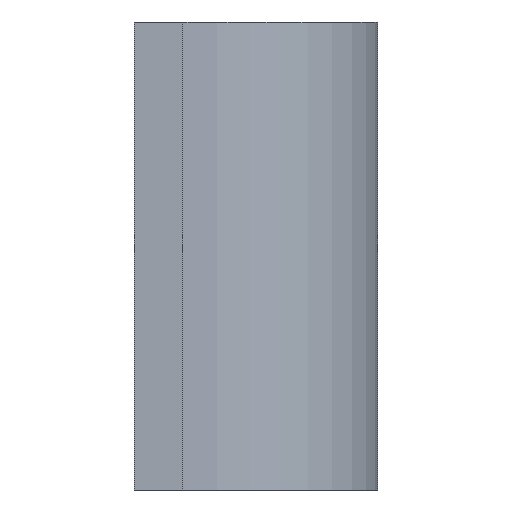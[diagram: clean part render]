
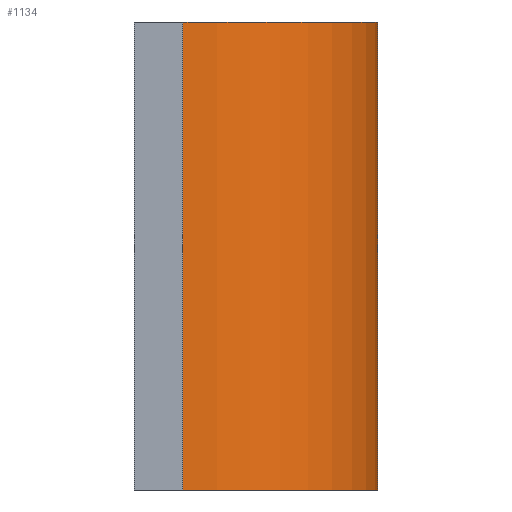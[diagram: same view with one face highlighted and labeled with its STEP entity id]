
A CAD part, left-side view. The second image highlights one B-rep face of the part: STEP entity #1134.
In plain terms, the highlighted cylindrical face has radius 10 mm (diameter 20 mm), a partial arc.
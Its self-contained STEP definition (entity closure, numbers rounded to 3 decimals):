
#162=FACE_OUTER_BOUND('',#215,.T.);
#215=EDGE_LOOP('',(#990,#991,#992,#993));
#352=LINE('',#1757,#501);
#353=LINE('',#1760,#502);
#501=VECTOR('',#1442,10.);
#502=VECTOR('',#1445,10.);
#528=CIRCLE('',#1213,10.);
#529=CIRCLE('',#1214,10.);
#621=VERTEX_POINT('',#1753);
#622=VERTEX_POINT('',#1754);
#623=VERTEX_POINT('',#1756);
#624=VERTEX_POINT('',#1758);
#759=EDGE_CURVE('',#621,#622,#528,.T.);
#760=EDGE_CURVE('',#622,#623,#352,.T.);
#761=EDGE_CURVE('',#624,#623,#529,.T.);
#762=EDGE_CURVE('',#621,#624,#353,.T.);
#990=ORIENTED_EDGE('',*,*,#759,.T.);
#991=ORIENTED_EDGE('',*,*,#760,.T.);
#992=ORIENTED_EDGE('',*,*,#761,.F.);
#993=ORIENTED_EDGE('',*,*,#762,.F.);
#1093=CYLINDRICAL_SURFACE('',#1212,10.);
#1134=ADVANCED_FACE('',(#162),#1093,.T.);
#1212=AXIS2_PLACEMENT_3D('',#1752,#1438,#1439);
#1213=AXIS2_PLACEMENT_3D('',#1755,#1440,#1441);
#1214=AXIS2_PLACEMENT_3D('',#1759,#1443,#1444);
#1438=DIRECTION('center_axis',(0.,0.,1.));
#1439=DIRECTION('ref_axis',(-1.,0.,0.));
#1440=DIRECTION('center_axis',(0.,0.,1.));
#1441=DIRECTION('ref_axis',(-1.,0.,0.));
#1442=DIRECTION('',(0.,0.,1.));
#1443=DIRECTION('center_axis',(0.,0.,1.));
#1444=DIRECTION('ref_axis',(-1.,0.,0.));
#1445=DIRECTION('',(0.,0.,1.));
#1752=CARTESIAN_POINT('Origin',(0.,0.,0.));
#1753=CARTESIAN_POINT('',(-10.,0.,0.));
#1754=CARTESIAN_POINT('',(0.,-10.,0.));
#1755=CARTESIAN_POINT('Origin',(0.,0.,0.));
#1756=CARTESIAN_POINT('',(0.,-10.,24.));
#1757=CARTESIAN_POINT('',(0.,-10.,0.));
#1758=CARTESIAN_POINT('',(-10.,0.,24.));
#1759=CARTESIAN_POINT('Origin',(0.,0.,24.));
#1760=CARTESIAN_POINT('',(-10.,0.,0.));
